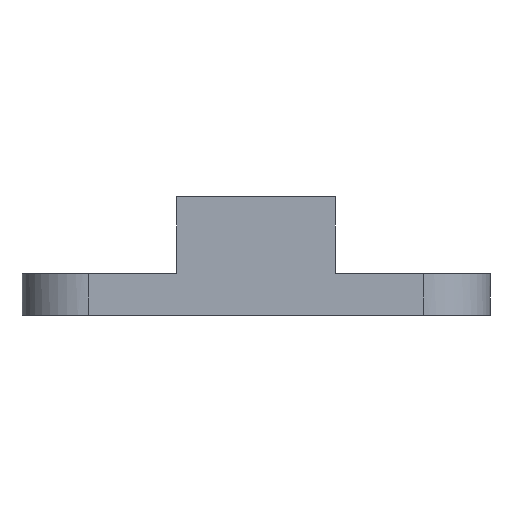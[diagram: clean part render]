
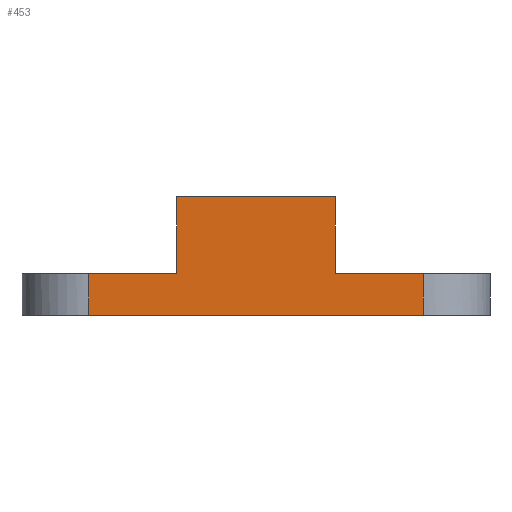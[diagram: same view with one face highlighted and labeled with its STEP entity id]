
A CAD part, left-side view. The second image highlights one B-rep face of the part: STEP entity #453.
In plain terms, the highlighted free-form (B-spline) face has degree [1, 1] with [2, 2] control points.
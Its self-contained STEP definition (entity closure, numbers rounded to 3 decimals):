
#282 = VERTEX_POINT('',#283);
#283 = CARTESIAN_POINT('',(-13.383,6.692,0.836
    ));
#289 = EDGE_CURVE('',#282,#290,#292,.T.);
#290 = VERTEX_POINT('',#291);
#291 = CARTESIAN_POINT('',(-13.383,3.179,0.836
    ));
#292 = B_SPLINE_CURVE_WITH_KNOTS('',1,(#293,#294),.UNSPECIFIED.,.F.,.F.,
  (2,2),(2.54,5.874),.PIECEWISE_BEZIER_KNOTS.);
#293 = CARTESIAN_POINT('',(-13.383,6.692,0.836
    ));
#294 = CARTESIAN_POINT('',(-13.383,3.179,0.836
    ));
#311 = VERTEX_POINT('',#312);
#312 = CARTESIAN_POINT('',(-13.383,-3.179,
    0.836));
#317 = EDGE_CURVE('',#311,#318,#320,.T.);
#318 = VERTEX_POINT('',#319);
#319 = CARTESIAN_POINT('',(-13.383,-6.692,
    0.836));
#320 = B_SPLINE_CURVE_WITH_KNOTS('',1,(#321,#322),.UNSPECIFIED.,.F.,.F.,
  (2,2),(11.906,15.24),.PIECEWISE_BEZIER_KNOTS.);
#321 = CARTESIAN_POINT('',(-13.383,-3.179,
    0.836));
#322 = CARTESIAN_POINT('',(-13.383,-6.692,
    0.836));
#453 = ADVANCED_FACE('',(#454),#496,.F.);
#454 = FACE_BOUND('',#455,.T.);
#455 = EDGE_LOOP('',(#456,#465,#470,#471,#478,#485,#490,#491));
#456 = ORIENTED_EDGE('',*,*,#457,.T.);
#457 = EDGE_CURVE('',#458,#460,#462,.T.);
#458 = VERTEX_POINT('',#459);
#459 = CARTESIAN_POINT('',(-13.383,6.692,
    -0.836));
#460 = VERTEX_POINT('',#461);
#461 = CARTESIAN_POINT('',(-13.383,-6.692,
    -0.836));
#462 = B_SPLINE_CURVE_WITH_KNOTS('',1,(#463,#464),.UNSPECIFIED.,.F.,.F.,
  (2,2),(2.54,15.24),.PIECEWISE_BEZIER_KNOTS.);
#463 = CARTESIAN_POINT('',(-13.383,6.692,
    -0.836));
#464 = CARTESIAN_POINT('',(-13.383,-6.692,
    -0.836));
#465 = ORIENTED_EDGE('',*,*,#466,.T.);
#466 = EDGE_CURVE('',#460,#318,#467,.T.);
#467 = B_SPLINE_CURVE_WITH_KNOTS('',1,(#468,#469),.UNSPECIFIED.,.F.,.F.,
  (2,2),(-1.588,0.),.PIECEWISE_BEZIER_KNOTS.);
#468 = CARTESIAN_POINT('',(-13.383,-6.692,
    -0.836));
#469 = CARTESIAN_POINT('',(-13.383,-6.692,
    0.836));
#470 = ORIENTED_EDGE('',*,*,#317,.F.);
#471 = ORIENTED_EDGE('',*,*,#472,.F.);
#472 = EDGE_CURVE('',#473,#311,#475,.T.);
#473 = VERTEX_POINT('',#474);
#474 = CARTESIAN_POINT('',(-13.383,-3.179,
    3.915));
#475 = B_SPLINE_CURVE_WITH_KNOTS('',1,(#476,#477),.UNSPECIFIED.,.F.,.F.,
  (2,2),(-0.,2.921),.PIECEWISE_BEZIER_KNOTS.);
#476 = CARTESIAN_POINT('',(-13.383,-3.179,
    3.915));
#477 = CARTESIAN_POINT('',(-13.383,-3.179,
    0.836));
#478 = ORIENTED_EDGE('',*,*,#479,.F.);
#479 = EDGE_CURVE('',#480,#473,#482,.T.);
#480 = VERTEX_POINT('',#481);
#481 = CARTESIAN_POINT('',(-13.383,3.179,3.915
    ));
#482 = B_SPLINE_CURVE_WITH_KNOTS('',1,(#483,#484),.UNSPECIFIED.,.F.,.F.,
  (2,2),(-6.033,-0.),.PIECEWISE_BEZIER_KNOTS.);
#483 = CARTESIAN_POINT('',(-13.383,3.179,3.915
    ));
#484 = CARTESIAN_POINT('',(-13.383,-3.179,
    3.915));
#485 = ORIENTED_EDGE('',*,*,#486,.T.);
#486 = EDGE_CURVE('',#480,#290,#487,.T.);
#487 = B_SPLINE_CURVE_WITH_KNOTS('',1,(#488,#489),.UNSPECIFIED.,.F.,.F.,
  (2,2),(-0.,2.921),.PIECEWISE_BEZIER_KNOTS.);
#488 = CARTESIAN_POINT('',(-13.383,3.179,3.915
    ));
#489 = CARTESIAN_POINT('',(-13.383,3.179,0.836
    ));
#490 = ORIENTED_EDGE('',*,*,#289,.F.);
#491 = ORIENTED_EDGE('',*,*,#492,.T.);
#492 = EDGE_CURVE('',#282,#458,#493,.T.);
#493 = B_SPLINE_CURVE_WITH_KNOTS('',1,(#494,#495),.UNSPECIFIED.,.F.,.F.,
  (2,2),(0.,1.588),.PIECEWISE_BEZIER_KNOTS.);
#494 = CARTESIAN_POINT('',(-13.383,6.692,0.836
    ));
#495 = CARTESIAN_POINT('',(-13.383,6.692,
    -0.836));
#496 = B_SPLINE_SURFACE_WITH_KNOTS('',1,1,(
    (#497,#498)
    ,(#499,#500
    )),.UNSPECIFIED.,.F.,.F.,.F.,(2,2),(2,2),(-15.24,-2.54),(-1.588,
    2.921),.PIECEWISE_BEZIER_KNOTS.);
#497 = CARTESIAN_POINT('',(-13.383,-6.692,
    -0.836));
#498 = CARTESIAN_POINT('',(-13.383,-6.692,
    3.915));
#499 = CARTESIAN_POINT('',(-13.383,6.692,
    -0.836));
#500 = CARTESIAN_POINT('',(-13.383,6.692,3.915
    ));
